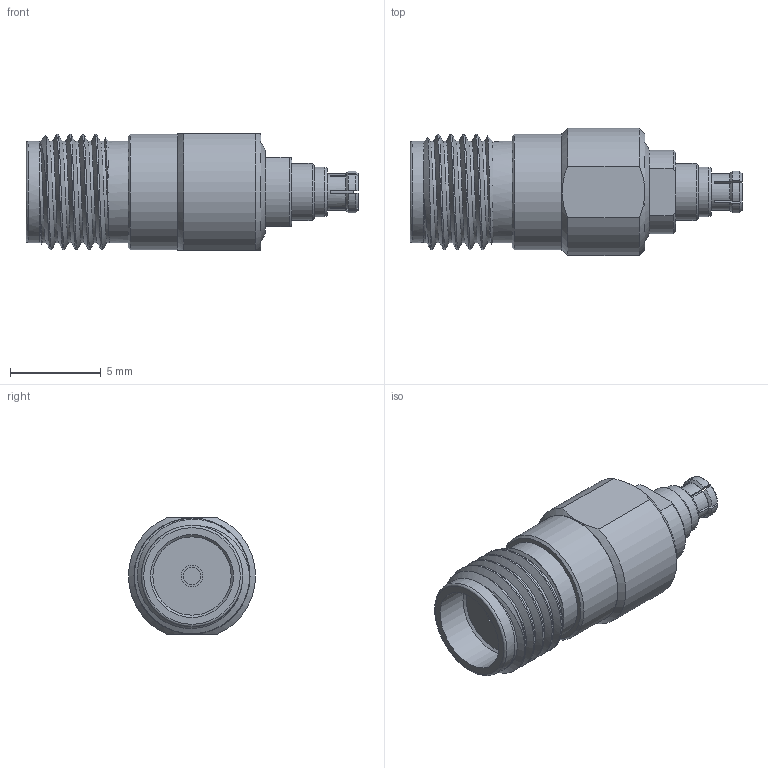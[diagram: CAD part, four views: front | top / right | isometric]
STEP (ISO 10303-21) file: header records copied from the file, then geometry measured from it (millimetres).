
FILE_DESCRIPTION (( 'STEP AP203' ), '1' );
FILE_NAME ('PE91301 ¦ FMAD1009_3D.step', '2020-09-15T19:58:11', ( '' ), ( '' ), 'SwSTEP 2.0', 'SolidWorks 2018', '' );
FILE_SCHEMA (( 'CONFIG_CONTROL_DESIGN' ));
Length unit declared in the file: inch
Products named in the file (1): PE91301 ｦ FMAD1009_3D
Bounding box: 18.29 x 7 x 6.4 mm (x, y, z)
Volume: 410.6 mm3; surface area: 522 mm2
Topology: 1 solids, 1 shells, 110 faces, 279 edges, 183 vertices
Faces by surface type: plane 50, cone 30, cylinder 23, bspline 6, torus 1
Full cylindrical faces by diameter (mm): 0.94 x1, 1.194 x1, 1.651 x1, 1.999 x1, 2.742 x1, 3.14 x1, 4.572 x1, 5.441 x1, 5.582 x2, 5.594 x1, 6.35 x1
Entity records: 4778 total; most frequent: CARTESIAN_POINT 2264, ORIENTED_EDGE 492, DIRECTION 486, EDGE_CURVE 246, AXIS2_PLACEMENT_3D 201, VERTEX_POINT 174, EDGE_LOOP 146, FACE_OUTER_BOUND 126
